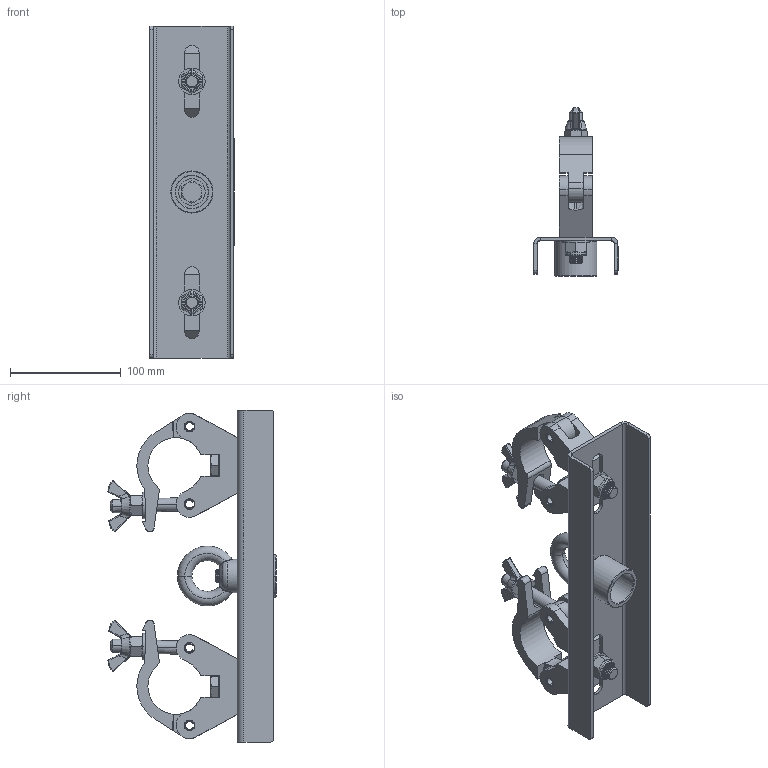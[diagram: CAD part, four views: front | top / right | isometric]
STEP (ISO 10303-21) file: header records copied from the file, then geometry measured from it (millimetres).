
FILE_DESCRIPTION (( 'STEP AP203' ), '1' );
FILE_NAME ('T57214.STEP', '2018-08-02T15:07:56', ( '' ), ( '' ), 'SwSTEP 2.0', 'SolidWorks 2016', '' );
FILE_SCHEMA (( 'CONFIG_CONTROL_DESIGN' ));
Length unit declared in the file: millimetre
Products named in the file (21): Hex Nut Style 1 GradeAB_Doughty Fastners_Hexagon Nut ISO - 4032 - M12 - D - S; TH2000_TH2000 - 30MM WIDE; SW3dPS-nyloc nut, st stl a2 iso_M12 NYLOC; TH566; T57214_LABEL; T42300; TH2254; F791; TH156_TH650; A Washer_Bright washer BS 4320 - M12 (Form A); TH706; F883_DIN 315-M12-GT-C-N; TH2001_TH2001 - 30MM WIDE; Hex Bolt_ISO 4016 - M12 x 40 x 40-WS; TH157_NO ENGRAVING; T57214; T57001_T57001 T PLATE; Hex Bolt_ISO 4016 - M12 x 30 x 30-WS; TH2259; T78000; B Washer_Bright washer BS 4320 - M12 (Form B)
Assembly tree (26 placements, depth 4):
  T57214
    TH706
      TH2254
      TH2259
    T57001_T57001 T PLATE  x2
      TH156_TH650
        TH2000_TH2000 - 30MM WIDE
      TH157_NO ENGRAVING
        TH2001_TH2001 - 30MM WIDE
      T78000
        TH566
        A Washer_Bright washer BS 4320 - M12 (Form A)
        Hex Nut Style 1 GradeAB_Doughty Fastners_Hexagon Nut ISO - 4032 - M12 - D - S
        F883_DIN 315-M12-GT-C-N
      F791
    Hex Bolt_ISO 4016 - M12 x 40 x 40-WS  x2
    B Washer_Bright washer BS 4320 - M12 (Form B)  x3
    SW3dPS-nyloc nut, st stl a2 iso_M12 NYLOC  x2
    T42300
    Hex Bolt_ISO 4016 - M12 x 30 x 30-WS
    T57214_LABEL
Bounding box: 76.2 x 151.87 x 300 mm (x, y, z)
Volume: 417092.7 mm3; surface area: 191847.8 mm2
Topology: 28 solids, 28 shells, 1888 faces, 4788 edges, 3011 vertices
Faces by surface type: plane 654, cone 428, cylinder 391, bspline 359, torus 34, sphere 22
Entity records: 57712 total; most frequent: CARTESIAN_POINT 22685, ORIENTED_EDGE 7250, DIRECTION 6002, EDGE_CURVE 3625, VERTEX_POINT 2317, VECTOR 2010, LINE 2010, AXIS2_PLACEMENT_3D 1996
